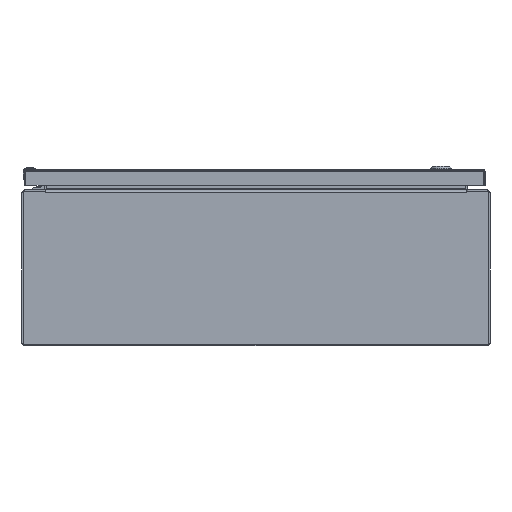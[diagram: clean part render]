
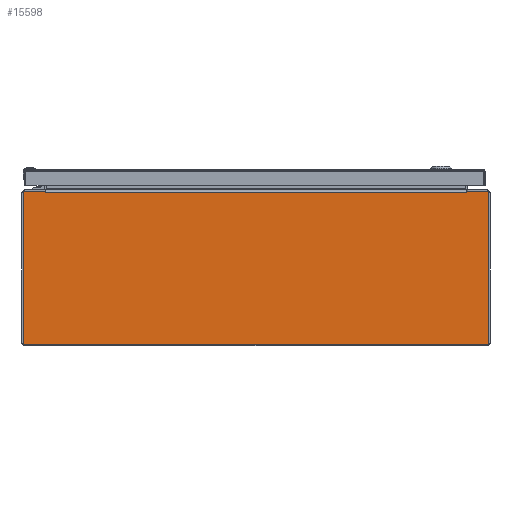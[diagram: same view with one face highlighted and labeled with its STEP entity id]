
A CAD part, front view. The second image highlights one B-rep face of the part: STEP entity #15598.
In plain terms, the highlighted planar face has unit normal (0, -1, 0).
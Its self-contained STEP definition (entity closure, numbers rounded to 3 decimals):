
#523 = CARTESIAN_POINT ( 'NONE',  ( -11.937, -15., -3.857 ) ) ;
#3096 = LINE ( 'NONE', #113393, #104059 ) ;
#3886 = DIRECTION ( 'NONE',  ( 0., 0., -1. ) ) ;
#4902 = VERTEX_POINT ( 'NONE', #120604 ) ;
#10763 = CARTESIAN_POINT ( 'NONE',  ( 11.857, -15., -3.857 ) ) ;
#11366 = DIRECTION ( 'NONE',  ( -0.174, 0., 0.985 ) ) ;
#11788 = DIRECTION ( 'NONE',  ( -0.174, 0., -0.985 ) ) ;
#12339 = ORIENTED_EDGE ( 'NONE', *, *, #104895, .F. ) ;
#12584 = CIRCLE ( 'NONE', #81817, 0.08 ) ;
#15598 = ADVANCED_FACE ( 'NONE', ( #112985 ), #103704, .T. ) ;
#16740 = ORIENTED_EDGE ( 'NONE', *, *, #22082, .T. ) ;
#17142 = VERTEX_POINT ( 'NONE', #65791 ) ;
#17169 = CARTESIAN_POINT ( 'NONE',  ( 0., -15., 3.937 ) ) ;
#17914 = EDGE_CURVE ( 'NONE', #96128, #29052, #109634, .T. ) ;
#18850 = CARTESIAN_POINT ( 'NONE',  ( 0., -15., 0. ) ) ;
#18907 = ORIENTED_EDGE ( 'NONE', *, *, #110533, .T. ) ;
#19001 = LINE ( 'NONE', #17169, #36132 ) ;
#19249 = AXIS2_PLACEMENT_3D ( 'NONE', #114994, #47530, #93972 ) ;
#19498 = CARTESIAN_POINT ( 'NONE',  ( -11.937, -15., 3.857 ) ) ;
#20077 = CARTESIAN_POINT ( 'NONE',  ( -10.814, -15., 3.855 ) ) ;
#20687 = DIRECTION ( 'NONE',  ( 0., 1., 0. ) ) ;
#22082 = EDGE_CURVE ( 'NONE', #29052, #43457, #76457, .T. ) ;
#22424 = VECTOR ( 'NONE', #104865, 39.37 ) ;
#22769 = LINE ( 'NONE', #98304, #47853 ) ;
#23937 = CARTESIAN_POINT ( 'NONE',  ( 10.814, -15., 3.855 ) ) ;
#23976 = CARTESIAN_POINT ( 'NONE',  ( 11.857, -15., 3.937 ) ) ;
#24035 = CIRCLE ( 'NONE', #29976, 0.08 ) ;
#24798 = DIRECTION ( 'NONE',  ( -1., 0., 0. ) ) ;
#25174 = CARTESIAN_POINT ( 'NONE',  ( -11.857, -15., -3.937 ) ) ;
#25326 = DIRECTION ( 'NONE',  ( 0., 1., 0. ) ) ;
#25581 = EDGE_CURVE ( 'NONE', #92971, #17142, #24035, .T. ) ;
#26248 = EDGE_CURVE ( 'NONE', #105260, #82993, #22769, .T. ) ;
#29052 = VERTEX_POINT ( 'NONE', #105475 ) ;
#29976 = AXIS2_PLACEMENT_3D ( 'NONE', #10763, #20687, #3886 ) ;
#33995 = ORIENTED_EDGE ( 'NONE', *, *, #50639, .F. ) ;
#34030 = CARTESIAN_POINT ( 'NONE',  ( -11.857, -15., -3.857 ) ) ;
#34422 = ORIENTED_EDGE ( 'NONE', *, *, #111828, .F. ) ;
#35724 = CARTESIAN_POINT ( 'NONE',  ( 0., -15., 3.937 ) ) ;
#36132 = VECTOR ( 'NONE', #56790, 39.37 ) ;
#38610 = LINE ( 'NONE', #76400, #22424 ) ;
#40302 = EDGE_CURVE ( 'NONE', #4902, #43457, #19001, .T. ) ;
#43457 = VERTEX_POINT ( 'NONE', #50959 ) ;
#44008 = CARTESIAN_POINT ( 'NONE',  ( 0., -15., 3.855 ) ) ;
#45131 = AXIS2_PLACEMENT_3D ( 'NONE', #18850, #92569, #101871 ) ;
#45549 = ORIENTED_EDGE ( 'NONE', *, *, #40302, .F. ) ;
#45616 = VECTOR ( 'NONE', #24798, 39.37 ) ;
#45688 = CARTESIAN_POINT ( 'NONE',  ( 11.937, -15., 3.857 ) ) ;
#46953 = EDGE_CURVE ( 'NONE', #92481, #62588, #53319, .T. ) ;
#47530 = DIRECTION ( 'NONE',  ( 0., 1., 0. ) ) ;
#47853 = VECTOR ( 'NONE', #51246, 39.37 ) ;
#48730 = VECTOR ( 'NONE', #92202, 39.37 ) ;
#50639 = EDGE_CURVE ( 'NONE', #113803, #92481, #121763, .T. ) ;
#50959 = CARTESIAN_POINT ( 'NONE',  ( -10.828, -15., 3.937 ) ) ;
#51246 = DIRECTION ( 'NONE',  ( 0., 0., 1. ) ) ;
#51413 = DIRECTION ( 'NONE',  ( -1., 0., 0. ) ) ;
#52015 = CARTESIAN_POINT ( 'NONE',  ( 0., -15., -3.937 ) ) ;
#53005 = CARTESIAN_POINT ( 'NONE',  ( 0., -15., 3.855 ) ) ;
#53319 = CIRCLE ( 'NONE', #122545, 0.08 ) ;
#53821 = CARTESIAN_POINT ( 'NONE',  ( 11.937, -15., 0. ) ) ;
#56602 = DIRECTION ( 'NONE',  ( 0., 0., -1. ) ) ;
#56790 = DIRECTION ( 'NONE',  ( 1., 0., 0. ) ) ;
#58556 = EDGE_CURVE ( 'NONE', #113803, #79802, #3096, .T. ) ;
#62529 = LINE ( 'NONE', #52015, #106614 ) ;
#62588 = VERTEX_POINT ( 'NONE', #45688 ) ;
#62930 = EDGE_CURVE ( 'NONE', #82993, #4902, #92445, .T. ) ;
#65791 = CARTESIAN_POINT ( 'NONE',  ( 11.857, -15., -3.937 ) ) ;
#67968 = CARTESIAN_POINT ( 'NONE',  ( 11.937, -15., -3.857 ) ) ;
#68845 = ORIENTED_EDGE ( 'NONE', *, *, #25581, .F. ) ;
#70245 = VERTEX_POINT ( 'NONE', #100925 ) ;
#71337 = CARTESIAN_POINT ( 'NONE',  ( 10.828, -15., 3.937 ) ) ;
#72409 = LINE ( 'NONE', #53821, #48730 ) ;
#75141 = DIRECTION ( 'NONE',  ( -1., 0., 0. ) ) ;
#76400 = CARTESIAN_POINT ( 'NONE',  ( 10.806, -15., 3.855 ) ) ;
#76457 = LINE ( 'NONE', #20077, #98750 ) ;
#79795 = ORIENTED_EDGE ( 'NONE', *, *, #58556, .T. ) ;
#79802 = VERTEX_POINT ( 'NONE', #23937 ) ;
#81817 = AXIS2_PLACEMENT_3D ( 'NONE', #34030, #25326, #92833 ) ;
#81993 = VERTEX_POINT ( 'NONE', #25174 ) ;
#82746 = LINE ( 'NONE', #53005, #92110 ) ;
#82993 = VERTEX_POINT ( 'NONE', #19498 ) ;
#84459 = CARTESIAN_POINT ( 'NONE',  ( -10.798, -15., 3.855 ) ) ;
#88985 = ORIENTED_EDGE ( 'NONE', *, *, #62930, .F. ) ;
#89875 = ORIENTED_EDGE ( 'NONE', *, *, #46953, .F. ) ;
#91253 = EDGE_CURVE ( 'NONE', #79802, #70245, #38610, .T. ) ;
#91813 = EDGE_CURVE ( 'NONE', #81993, #105260, #12584, .T. ) ;
#92110 = VECTOR ( 'NONE', #75141, 39.37 ) ;
#92202 = DIRECTION ( 'NONE',  ( 0., 0., -1. ) ) ;
#92445 = CIRCLE ( 'NONE', #19249, 0.08 ) ;
#92481 = VERTEX_POINT ( 'NONE', #23976 ) ;
#92569 = DIRECTION ( 'NONE',  ( 0., -1., 0. ) ) ;
#92833 = DIRECTION ( 'NONE',  ( 0., 0., -1. ) ) ;
#92971 = VERTEX_POINT ( 'NONE', #67968 ) ;
#93304 = DIRECTION ( 'NONE',  ( 1., 0., 0. ) ) ;
#93972 = DIRECTION ( 'NONE',  ( 0., 0., -1. ) ) ;
#96128 = VERTEX_POINT ( 'NONE', #84459 ) ;
#98304 = CARTESIAN_POINT ( 'NONE',  ( -11.937, -15., 0. ) ) ;
#98709 = ORIENTED_EDGE ( 'NONE', *, *, #91813, .F. ) ;
#98750 = VECTOR ( 'NONE', #11366, 39.37 ) ;
#100136 = ORIENTED_EDGE ( 'NONE', *, *, #26248, .F. ) ;
#100503 = ORIENTED_EDGE ( 'NONE', *, *, #17914, .T. ) ;
#100925 = CARTESIAN_POINT ( 'NONE',  ( 10.798, -15., 3.855 ) ) ;
#101252 = VECTOR ( 'NONE', #93304, 39.37 ) ;
#101871 = DIRECTION ( 'NONE',  ( 0., 0., -1. ) ) ;
#103704 = PLANE ( 'NONE',  #45131 ) ;
#104059 = VECTOR ( 'NONE', #11788, 39.37 ) ;
#104865 = DIRECTION ( 'NONE',  ( -1., 0., 0. ) ) ;
#104895 = EDGE_CURVE ( 'NONE', #17142, #81993, #62529, .T. ) ;
#105260 = VERTEX_POINT ( 'NONE', #523 ) ;
#105475 = CARTESIAN_POINT ( 'NONE',  ( -10.814, -15., 3.855 ) ) ;
#106614 = VECTOR ( 'NONE', #51413, 39.37 ) ;
#109634 = LINE ( 'NONE', #44008, #45616 ) ;
#109640 = ORIENTED_EDGE ( 'NONE', *, *, #91253, .T. ) ;
#110533 = EDGE_CURVE ( 'NONE', #70245, #96128, #82746, .T. ) ;
#111828 = EDGE_CURVE ( 'NONE', #62588, #92971, #72409, .T. ) ;
#112985 = FACE_OUTER_BOUND ( 'NONE', #114253, .T. ) ;
#113393 = CARTESIAN_POINT ( 'NONE',  ( 10.828, -15., 3.937 ) ) ;
#113803 = VERTEX_POINT ( 'NONE', #71337 ) ;
#114253 = EDGE_LOOP ( 'NONE', ( #45549, #88985, #100136, #98709, #12339, #68845, #34422, #89875, #33995, #79795, #109640, #18907, #100503, #16740 ) ) ;
#114994 = CARTESIAN_POINT ( 'NONE',  ( -11.857, -15., 3.857 ) ) ;
#118103 = CARTESIAN_POINT ( 'NONE',  ( 11.857, -15., 3.857 ) ) ;
#118721 = DIRECTION ( 'NONE',  ( 0., 1., 0. ) ) ;
#120604 = CARTESIAN_POINT ( 'NONE',  ( -11.857, -15., 3.937 ) ) ;
#121763 = LINE ( 'NONE', #35724, #101252 ) ;
#122545 = AXIS2_PLACEMENT_3D ( 'NONE', #118103, #118721, #56602 ) ;
